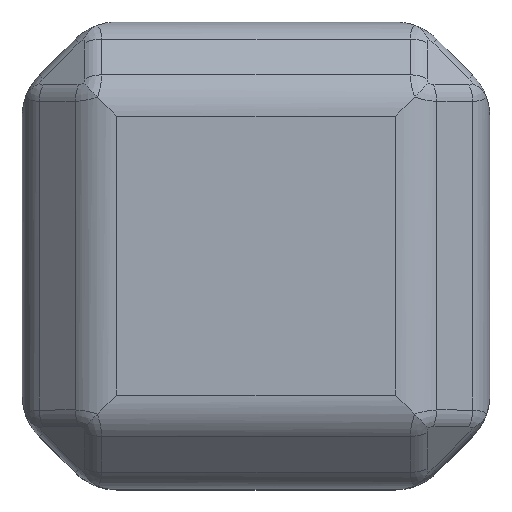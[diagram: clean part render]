
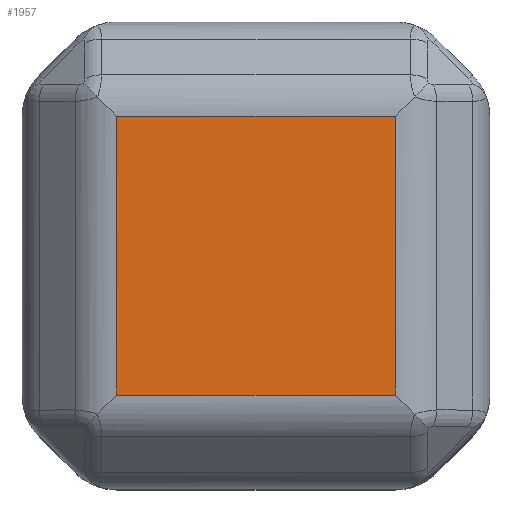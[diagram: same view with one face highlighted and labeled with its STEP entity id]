
A CAD part, top view. The second image highlights one B-rep face of the part: STEP entity #1957.
In plain terms, the highlighted planar face has unit normal (0, 0, 1).
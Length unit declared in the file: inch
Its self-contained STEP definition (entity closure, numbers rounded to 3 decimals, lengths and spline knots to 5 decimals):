
#283=LINE('',#3940,#379);
#284=LINE('',#3947,#380);
#300=LINE('',#4272,#396);
#301=LINE('',#4274,#397);
#379=VECTOR('',#2672,0.59645);
#380=VECTOR('',#2681,0.59645);
#396=VECTOR('',#2783,0.59645);
#397=VECTOR('',#2786,0.59645);
#421=PLANE('',#2208);
#600=FACE_OUTER_BOUND('',#730,.T.);
#730=EDGE_LOOP('',(#1818,#1819,#1820,#1821));
#928=VERTEX_POINT('',#3937);
#929=VERTEX_POINT('',#3939);
#931=VERTEX_POINT('',#3945);
#957=VERTEX_POINT('',#4270);
#1190=EDGE_CURVE('',#928,#929,#283,.T.);
#1194=EDGE_CURVE('',#931,#928,#284,.T.);
#1247=EDGE_CURVE('',#957,#931,#300,.T.);
#1248=EDGE_CURVE('',#929,#957,#301,.T.);
#1818=ORIENTED_EDGE('',*,*,#1194,.F.);
#1819=ORIENTED_EDGE('',*,*,#1247,.F.);
#1820=ORIENTED_EDGE('',*,*,#1248,.F.);
#1821=ORIENTED_EDGE('',*,*,#1190,.F.);
#1957=ADVANCED_FACE('',(#600),#421,.T.);
#2208=AXIS2_PLACEMENT_3D('',#4282,#2800,#2801);
#2672=DIRECTION('',(0.,-1.,0.));
#2681=DIRECTION('',(1.,0.,0.));
#2783=DIRECTION('',(0.,1.,0.));
#2786=DIRECTION('',(-1.,0.,0.));
#2800=DIRECTION('center_axis',(0.,0.,1.));
#2801=DIRECTION('ref_axis',(1.,0.,0.));
#3937=CARTESIAN_POINT('',(0.79822,0.79822,1.));
#3939=CARTESIAN_POINT('',(0.79822,0.20178,1.));
#3940=CARTESIAN_POINT('',(0.79822,0.375,1.));
#3945=CARTESIAN_POINT('',(0.20178,0.79822,1.));
#3947=CARTESIAN_POINT('',(0.625,0.79822,1.));
#4270=CARTESIAN_POINT('',(0.20178,0.20178,1.));
#4272=CARTESIAN_POINT('',(0.20178,0.625,1.));
#4274=CARTESIAN_POINT('',(0.375,0.20178,1.));
#4282=CARTESIAN_POINT('Origin',(0.5,0.5,1.));
